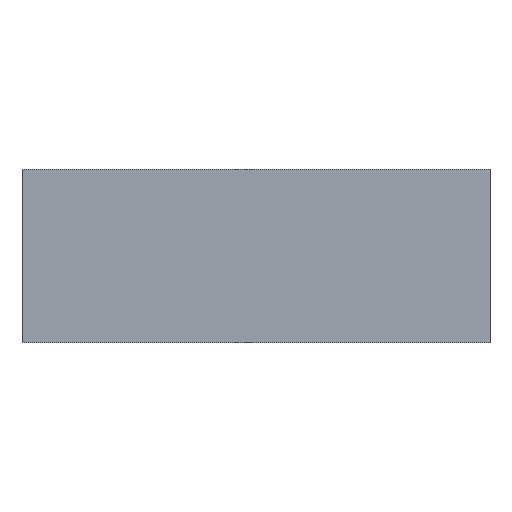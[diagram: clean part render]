
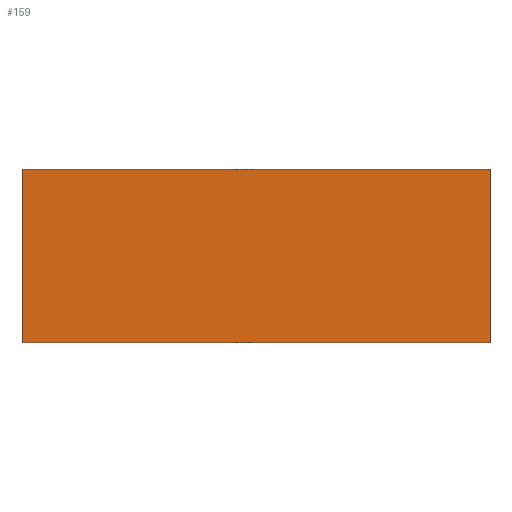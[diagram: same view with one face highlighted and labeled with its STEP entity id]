
A CAD part, top view. The second image highlights one B-rep face of the part: STEP entity #159.
In plain terms, the highlighted free-form (B-spline) face has degree [1, 1] with [2, 2] control points.
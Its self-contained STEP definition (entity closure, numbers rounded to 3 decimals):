
#42 = VERTEX_POINT('',#43);
#43 = CARTESIAN_POINT('',(8.1,4.45,0.762)
  );
#56 = VERTEX_POINT('',#57);
#57 = CARTESIAN_POINT('',(8.1,-1.55,0.762)
  );
#62 = EDGE_CURVE('',#42,#56,#63,.T.);
#63 = B_SPLINE_CURVE_WITH_KNOTS('',1,(#64,#65),.UNSPECIFIED.,.F.,.F.,(2,
    2),(0.,0.762),.PIECEWISE_BEZIER_KNOTS.);
#64 = CARTESIAN_POINT('',(8.1,4.45,0.762)
  );
#65 = CARTESIAN_POINT('',(8.1,-1.55,0.762)
  );
#78 = VERTEX_POINT('',#79);
#79 = CARTESIAN_POINT('',(-8.1,4.45,0.762)
  );
#92 = VERTEX_POINT('',#93);
#93 = CARTESIAN_POINT('',(-8.1,-1.55,0.762
    ));
#98 = EDGE_CURVE('',#78,#92,#99,.T.);
#99 = B_SPLINE_CURVE_WITH_KNOTS('',1,(#100,#101),.UNSPECIFIED.,.F.,.F.,(
    2,2),(0.,0.762),.PIECEWISE_BEZIER_KNOTS.);
#100 = CARTESIAN_POINT('',(-8.1,4.45,0.762
    ));
#101 = CARTESIAN_POINT('',(-8.1,-1.55,
    0.762));
#117 = EDGE_CURVE('',#42,#78,#118,.T.);
#118 = B_SPLINE_CURVE_WITH_KNOTS('',1,(#119,#120),.UNSPECIFIED.,.F.,.F.,
  (2,2),(0.,0.762),.PIECEWISE_BEZIER_KNOTS.);
#119 = CARTESIAN_POINT('',(8.1,4.45,0.762)
  );
#120 = CARTESIAN_POINT('',(-8.1,4.45,0.762
    ));
#137 = EDGE_CURVE('',#56,#92,#138,.T.);
#138 = B_SPLINE_CURVE_WITH_KNOTS('',1,(#139,#140),.UNSPECIFIED.,.F.,.F.,
  (2,2),(0.,0.762),.PIECEWISE_BEZIER_KNOTS.);
#139 = CARTESIAN_POINT('',(8.1,-1.55,0.762
    ));
#140 = CARTESIAN_POINT('',(-8.1,-1.55,
    0.762));
#159 = ADVANCED_FACE('',(#160),#166,.T.);
#160 = FACE_BOUND('',#161,.T.);
#161 = EDGE_LOOP('',(#162,#163,#164,#165));
#162 = ORIENTED_EDGE('',*,*,#62,.F.);
#163 = ORIENTED_EDGE('',*,*,#117,.T.);
#164 = ORIENTED_EDGE('',*,*,#98,.T.);
#165 = ORIENTED_EDGE('',*,*,#137,.F.);
#166 = B_SPLINE_SURFACE_WITH_KNOTS('',1,1,(
    (#167,#168)
    ,(#169,#170
    )),.UNSPECIFIED.,.F.,.F.,.F.,(2,2),(2,2),(0.,0.762),(0.,
    0.762),.PIECEWISE_BEZIER_KNOTS.);
#167 = CARTESIAN_POINT('',(8.1,4.45,0.762)
  );
#168 = CARTESIAN_POINT('',(8.1,-1.55,0.762
    ));
#169 = CARTESIAN_POINT('',(-8.1,4.45,0.762
    ));
#170 = CARTESIAN_POINT('',(-8.1,-1.55,
    0.762));
